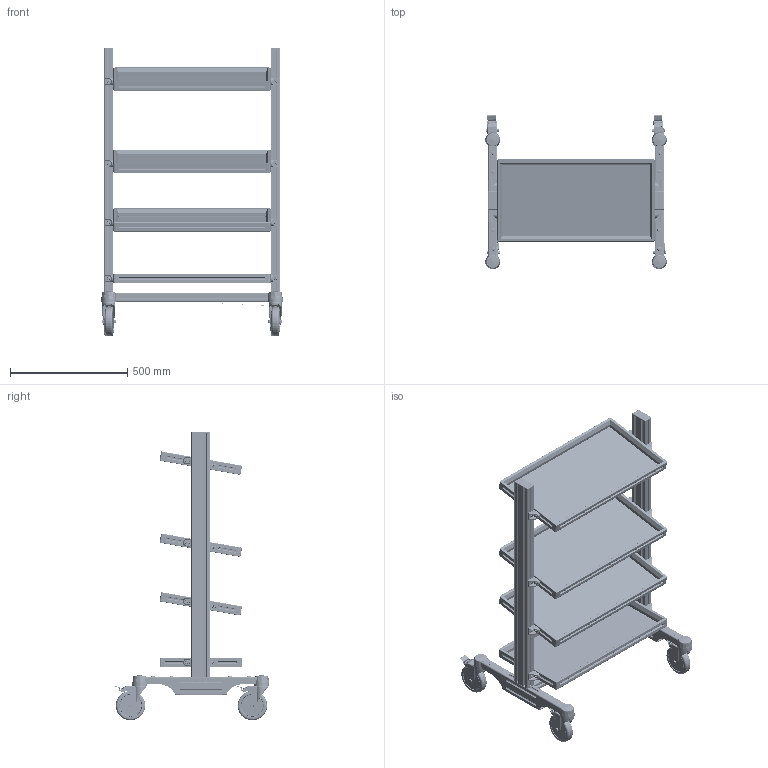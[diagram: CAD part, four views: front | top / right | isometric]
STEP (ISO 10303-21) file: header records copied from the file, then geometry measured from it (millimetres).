
FILE_DESCRIPTION(('STEP AP214'),'1');
FILE_NAME('ERGO08E6534.stp','2025-05-22T08:28:31',(' '),(' '),'Spatial InterOp 3D',' ',' ');
FILE_SCHEMA(('AUTOMOTIVE_DESIGN { 1 0 10303 214 1 1 1 1 }'));
Length unit declared in the file: millimetre
Products named in the file (94): Roulette pivotante D125, à blocage; flasque; roue pour roulette; axe; ecrou; corps; Poste mobile; Embase de roulette 8 80x40; capuchon; Vis FHC - M12x25; Vis BHC - M8x16; amortisseur; bras; Embout 8 80x40 noir; Equerre ajustable 8 + visserie; palier8; Kit de fixation - EcrouForceVsLigne; Vis BHC - M8x18; Écrou 8 St M8; équerre; Fixation standard 8 40 Zn ESD; Vis BHC - M8x20; agrafe 8-40; Ensemble plateau complet; Stratifié compact 4mm, blanc; Fixation d'angle 8 40x20; couvercle; Vis; raccord; Profilé d'encadrement 8 40x20; Profilé 8 80x40 léger; ERGO08E6534
Assembly tree (188 placements, depth 6):
  Fixation d'angle 8 40x20
    couvercle
    Vis  x4
    raccord
  Profilé d'encadrement 8 40x20
  Profilé d'encadrement 8 40x20
  Profilé d'encadrement 8 40x20
  Profilé d'encadrement 8 40x20
Bounding box: 773.88 x 658.78 x 1230.32 mm (x, y, z)
Volume: 11752649.2 mm3; surface area: 7509425.2 mm2
Topology: 287 solids, 287 shells, 12850 faces, 34616 edges, 22642 vertices
Faces by surface type: plane 7276, cylinder 4042, cone 608, bspline 588, torus 276, sphere 60
Full cylindrical faces by diameter (mm): 4 x96, 6.5 x64, 6.647 x4, 6.78 x18, 6.8 x64, 7 x28, 7.1 x4, 8 x108, 8.2 x8, 8.5 x16, 8.8 x16, 9 x24, 10.2 x4, 12 x8, 12.4 x4, 13 x8, 13.9 x16, 14 x16, 16 x8, 19.9 x16, 20 x24, 20.45 x4, 22 x8, 23.12 x4, 29 x4, 57 x4, 94 x8, 96 x8, 125 x4
Entity records: 138272 total; most frequent: CARTESIAN_POINT 19301, DIRECTION 16084, ORIENTED_EDGE 15474, EDGE_CURVE 7737, AXIS2_PLACEMENT_3D 5627, VERTEX_POINT 5218, LINE 4830, VECTOR 4830
